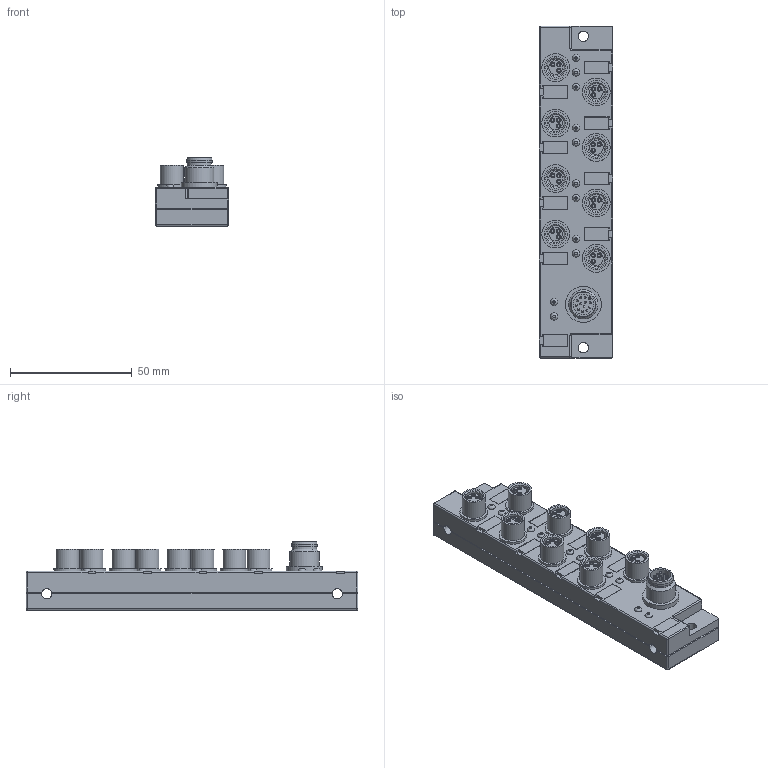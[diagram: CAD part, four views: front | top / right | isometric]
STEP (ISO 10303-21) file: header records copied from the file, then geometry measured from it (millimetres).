
FILE_DESCRIPTION((''),'2;1');
FILE_NAME('VL300108.stp','2011-01-19T14:46:50',('cad'),(''),'Autodesk Inventor 11','Autodesk Inventor 11','');
FILE_SCHEMA(('AUTOMOTIVE_DESIGN { 1 0 10303 214 1 1 1 1 }'));
Length unit declared in the file: millimetre
Products named in the file (1): VL3001X8
Bounding box: 30 x 136.4 x 28.05 mm (x, y, z)
Volume: 66734.1 mm3; surface area: 24722.8 mm2
Topology: 2 solids, 10 shells, 475 faces, 1060 edges, 671 vertices
Faces by surface type: plane 281, cylinder 124, cone 34, sphere 22, bspline 12, torus 2
Full cylindrical faces by diameter (mm): 0.8 x12, 1.2 x24, 4.2 x4, 5.657 x8, 7 x8, 8.4 x1, 9.5 x8, 10 x1, 10.5 x1, 11.3 x8, 11.4 x8, 12 x1, 14 x1, 14.8 x1
Entity records: 12539 total; most frequent: CARTESIAN_POINT 2536, DIRECTION 2121, ORIENTED_EDGE 1756, EDGE_CURVE 878, AXIS2_PLACEMENT_3D 781, EDGE_LOOP 710, VERTEX_POINT 642, VECTOR 559
